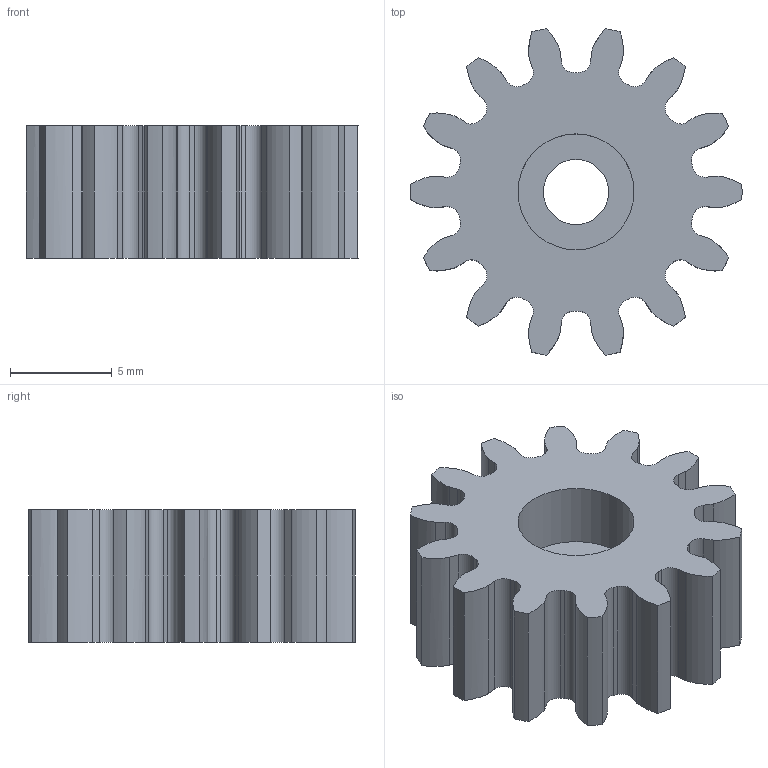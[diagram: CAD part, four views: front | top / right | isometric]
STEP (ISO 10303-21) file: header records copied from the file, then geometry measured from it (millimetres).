
FILE_DESCRIPTION(/* description */ ('Spur Gear; Module: 1.020000; Num Teeth: 14; Pressure Angle: 14.500000; Backlash: 0.15 mm'),/* implementation_level */ '2;1');
FILE_NAME(/* name */ 'Spur Gear (14 teeth) (1).step',/* time_stamp */ '2023-02-27T16:55:18Z',/* author */ (''),/* organization */ (''),/* preprocessor_version */ 'ST-DEVELOPER v19.2',/* originating_system */ 'Autodesk Translation Framework v11.17.0.187',/* authorisation */ '');
FILE_SCHEMA (('AUTOMOTIVE_DESIGN { 1 0 10303 214 3 1 1 }'));
Length unit declared in the file: millimetre
Products named in the file (1): Spur Gear (14 teeth) (1)
Bounding box: 16.32 x 16.06 x 6.5 mm (x, y, z)
Volume: 834 mm3; surface area: 986.4 mm2
Topology: 1 solids, 1 shells, 119 faces, 345 edges, 230 vertices
Faces by surface type: cylinder 59, plane 32, bspline 28
Full cylindrical faces by diameter (mm): 3.2 x1, 5.7 x1, 6.2 x1
Entity records: 12030 total; most frequent: CARTESIAN_POINT 9011, ORIENTED_EDGE 690, DIRECTION 591, EDGE_CURVE 345, VERTEX_POINT 230, AXIS2_PLACEMENT_3D 210, LINE 171, VECTOR 171
